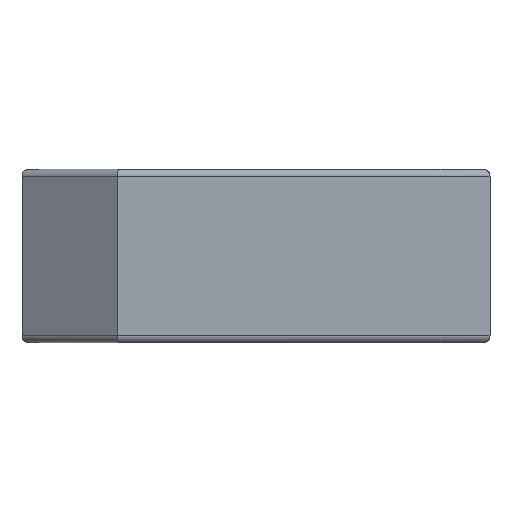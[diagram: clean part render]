
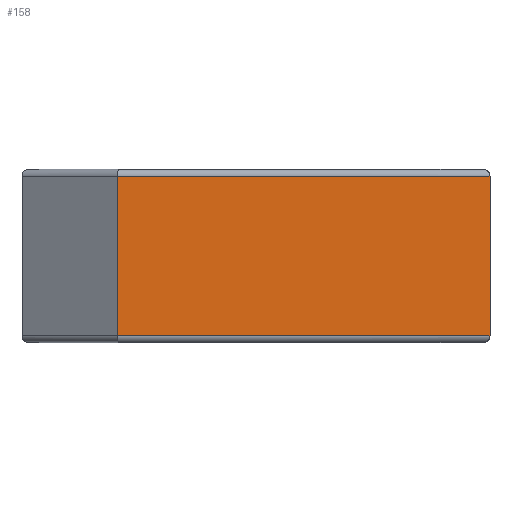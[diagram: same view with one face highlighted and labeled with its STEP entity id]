
A CAD part, left-side view. The second image highlights one B-rep face of the part: STEP entity #158.
In plain terms, the highlighted planar face has unit normal (-1, 0, 0).
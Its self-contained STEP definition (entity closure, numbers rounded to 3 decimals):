
#158 = ADVANCED_FACE ( 'NONE', ( #5122 ), #758, .F. ) ;
#182 = VERTEX_POINT ( 'NONE', #1175 ) ;
#203 = DIRECTION ( 'NONE',  ( 0., 0., -1. ) ) ;
#758 = PLANE ( 'NONE',  #3864 ) ;
#795 = EDGE_CURVE ( 'NONE', #2087, #5914, #5051, .T. ) ;
#1175 = CARTESIAN_POINT ( 'NONE',  ( -26.175, 0., 19.2 ) ) ;
#1672 = CARTESIAN_POINT ( 'NONE',  ( -26.175, 43., 0.8 ) ) ;
#1698 = ORIENTED_EDGE ( 'NONE', *, *, #4020, .T. ) ;
#1768 = LINE ( 'NONE', #2704, #2672 ) ;
#1857 = ORIENTED_EDGE ( 'NONE', *, *, #2343, .F. ) ;
#2087 = VERTEX_POINT ( 'NONE', #2461 ) ;
#2195 = CARTESIAN_POINT ( 'NONE',  ( -26.175, 0., 0.8 ) ) ;
#2339 = EDGE_CURVE ( 'NONE', #5914, #3686, #3743, .T. ) ;
#2343 = EDGE_CURVE ( 'NONE', #182, #3686, #1768, .T. ) ;
#2461 = CARTESIAN_POINT ( 'NONE',  ( -26.175, 43., 19.2 ) ) ;
#2672 = VECTOR ( 'NONE', #5146, 1000. ) ;
#2704 = CARTESIAN_POINT ( 'NONE',  ( -26.175, 0., 20. ) ) ;
#3059 = CARTESIAN_POINT ( 'NONE',  ( -26.175, 0., 0.8 ) ) ;
#3686 = VERTEX_POINT ( 'NONE', #3059 ) ;
#3743 = LINE ( 'NONE', #2195, #4907 ) ;
#3769 = EDGE_LOOP ( 'NONE', ( #6011, #5488, #1857, #1698 ) ) ;
#3864 = AXIS2_PLACEMENT_3D ( 'NONE', #6143, #5550, #4645 ) ;
#4020 = EDGE_CURVE ( 'NONE', #182, #2087, #5906, .T. ) ;
#4364 = CARTESIAN_POINT ( 'NONE',  ( -26.175, 0., 19.2 ) ) ;
#4645 = DIRECTION ( 'NONE',  ( 0., 0., -1. ) ) ;
#4907 = VECTOR ( 'NONE', #6206, 1000. ) ;
#5051 = LINE ( 'NONE', #6094, #5384 ) ;
#5122 = FACE_OUTER_BOUND ( 'NONE', #3769, .T. ) ;
#5146 = DIRECTION ( 'NONE',  ( 0., 0., -1. ) ) ;
#5318 = DIRECTION ( 'NONE',  ( 0., 1., 0. ) ) ;
#5384 = VECTOR ( 'NONE', #203, 1000. ) ;
#5488 = ORIENTED_EDGE ( 'NONE', *, *, #2339, .T. ) ;
#5550 = DIRECTION ( 'NONE',  ( 1., 0., 0. ) ) ;
#5906 = LINE ( 'NONE', #4364, #5956 ) ;
#5914 = VERTEX_POINT ( 'NONE', #1672 ) ;
#5956 = VECTOR ( 'NONE', #5318, 1000. ) ;
#6011 = ORIENTED_EDGE ( 'NONE', *, *, #795, .T. ) ;
#6094 = CARTESIAN_POINT ( 'NONE',  ( -26.175, 43., 20. ) ) ;
#6143 = CARTESIAN_POINT ( 'NONE',  ( -26.175, 0., 20. ) ) ;
#6206 = DIRECTION ( 'NONE',  ( 0., -1., 0. ) ) ;
